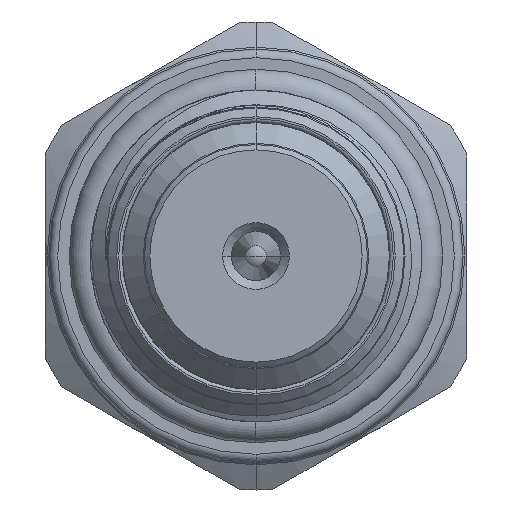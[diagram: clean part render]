
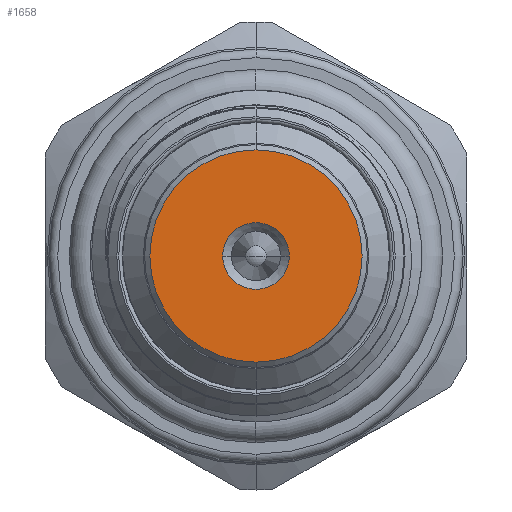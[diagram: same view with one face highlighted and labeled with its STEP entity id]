
A CAD part, front view. The second image highlights one B-rep face of the part: STEP entity #1658.
In plain terms, the highlighted planar face has unit normal (0, -1, 0).
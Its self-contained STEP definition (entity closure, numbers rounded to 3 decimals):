
#1440 = CIRCLE ( 'NONE', #5601, 6.05 ) ;
#1454 = CIRCLE ( 'NONE', #5599, 1.9 ) ;
#1527 = AXIS2_PLACEMENT_3D ( 'NONE', #8625, #8626, #8627 ) ;
#1528 = AXIS2_PLACEMENT_3D ( 'NONE', #8618, #8619, #8620 ) ;
#1658 = ADVANCED_FACE ( 'NONE', ( #13254, #13265 ), #14190, .F. ) ;
#5599 = AXIS2_PLACEMENT_3D ( 'NONE', #11607, #11609, #11611 ) ;
#5601 = AXIS2_PLACEMENT_3D ( 'NONE', #11624, #11626, #11628 ) ;
#5722 = AXIS2_PLACEMENT_3D ( 'NONE', #14187, #14192, #14193 ) ;
#6273 = ORIENTED_EDGE ( 'NONE', *, *, #14409, .F. ) ;
#6283 = ORIENTED_EDGE ( 'NONE', *, *, #15397, .F. ) ;
#6288 = ORIENTED_EDGE ( 'NONE', *, *, #15395, .T. ) ;
#6370 = ORIENTED_EDGE ( 'NONE', *, *, #14405, .T. ) ;
#8618 = CARTESIAN_POINT ( 'NONE',  ( 0., -45.5, 0. ) ) ;
#8619 = DIRECTION ( 'NONE',  ( 0., 1., 0. ) ) ;
#8620 = DIRECTION ( 'NONE',  ( 0., 0., -1. ) ) ;
#8625 = CARTESIAN_POINT ( 'NONE',  ( 0., -45.5, 0. ) ) ;
#8626 = DIRECTION ( 'NONE',  ( 0., 1., 0. ) ) ;
#8627 = DIRECTION ( 'NONE',  ( 0., 0., -1. ) ) ;
#9093 = EDGE_LOOP ( 'NONE', ( #6288, #6370 ) ) ;
#9204 = EDGE_LOOP ( 'NONE', ( #6283, #6273 ) ) ;
#11288 = CARTESIAN_POINT ( 'NONE',  ( 0., -45.5, 6.05 ) ) ;
#11338 = CARTESIAN_POINT ( 'NONE',  ( 0., -45.5, -6.05 ) ) ;
#11362 = CARTESIAN_POINT ( 'NONE',  ( -1.9, -45.5, 0. ) ) ;
#11460 = CARTESIAN_POINT ( 'NONE',  ( 1.9, -45.5, 0. ) ) ;
#11607 = CARTESIAN_POINT ( 'NONE',  ( 0., -45.5, 0. ) ) ;
#11609 = DIRECTION ( 'NONE',  ( 0., 1., 0. ) ) ;
#11611 = DIRECTION ( 'NONE',  ( 0., 0., -1. ) ) ;
#11624 = CARTESIAN_POINT ( 'NONE',  ( 0., -45.5, 0. ) ) ;
#11626 = DIRECTION ( 'NONE',  ( 0., 1., 0. ) ) ;
#11628 = DIRECTION ( 'NONE',  ( 0., 0., -1. ) ) ;
#12955 = VERTEX_POINT ( 'NONE', #11288 ) ;
#12981 = VERTEX_POINT ( 'NONE', #11338 ) ;
#12993 = VERTEX_POINT ( 'NONE', #11362 ) ;
#13045 = VERTEX_POINT ( 'NONE', #11460 ) ;
#13254 = FACE_BOUND ( 'NONE', #9093, .T. ) ;
#13265 = FACE_OUTER_BOUND ( 'NONE', #9204, .T. ) ;
#14187 = CARTESIAN_POINT ( 'NONE',  ( 0., -45.5, 0. ) ) ;
#14190 = PLANE ( 'NONE',  #5722 ) ;
#14192 = DIRECTION ( 'NONE',  ( 0., 1., 0. ) ) ;
#14193 = DIRECTION ( 'NONE',  ( 0., 0., -1. ) ) ;
#14405 = EDGE_CURVE ( 'NONE', #12993, #13045, #1454, .T. ) ;
#14409 = EDGE_CURVE ( 'NONE', #12955, #12981, #1440, .T. ) ;
#15395 = EDGE_CURVE ( 'NONE', #13045, #12993, #16260, .T. ) ;
#15397 = EDGE_CURVE ( 'NONE', #12981, #12955, #16255, .T. ) ;
#16255 = CIRCLE ( 'NONE', #1527, 6.05 ) ;
#16260 = CIRCLE ( 'NONE', #1528, 1.9 ) ;
